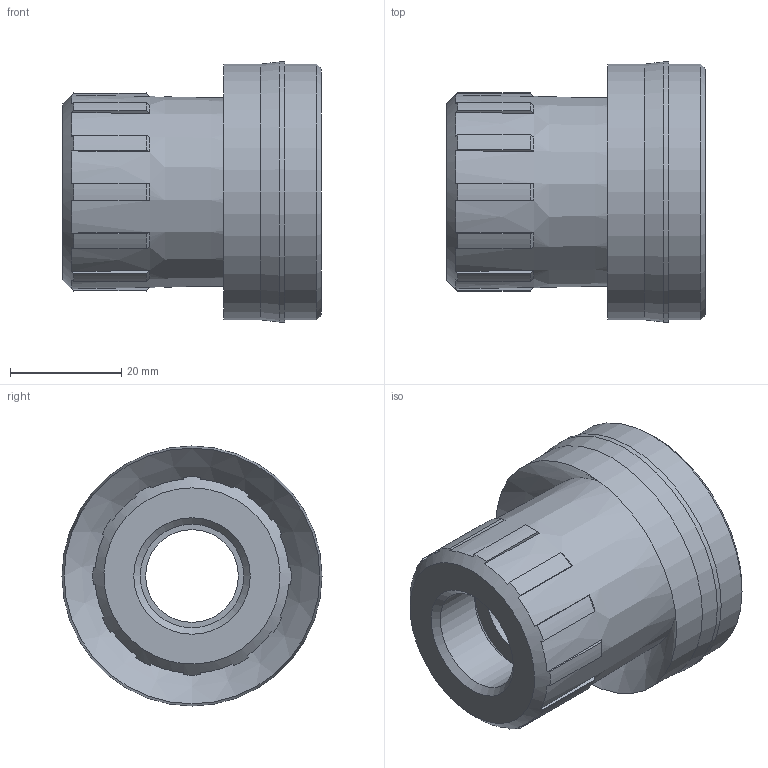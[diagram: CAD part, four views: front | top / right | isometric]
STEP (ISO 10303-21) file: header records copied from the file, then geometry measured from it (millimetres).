
FILE_DESCRIPTION( ( 'STEP AP214' ), '1' );
FILE_NAME( '22082002507(architecture400).stp', '2021-11-18T13:08:05', ( 'License CC BY-ND 4.0' ), ( 'CADENAS' ), ' ', 'PARTsolutions', ' ' );
FILE_SCHEMA( ( 'AUTOMOTIVE_DESIGN { 1 0 10303 214 1 1 1 1 }' ) );
Length unit declared in the file: millimetre
Products named in the file (1): _22082002507(architecture400)
Bounding box: 46.5 x 46.78 x 46.78 mm (x, y, z)
Volume: 38355.1 mm3; surface area: 12981.8 mm2
Topology: 1 solids, 1 shells, 68 faces, 179 edges, 117 vertices
Faces by surface type: plane 30, cylinder 19, cone 19
Full cylindrical faces by diameter (mm): 16.667 x1, 18.631 x1, 24.738 x1, 25 x1, 46 x2, 46.778 x1
Entity records: 2590 total; most frequent: DIRECTION 368, CARTESIAN_POINT 347, ORIENTED_EDGE 326, EDGE_CURVE 163, AXIS2_PLACEMENT_3D 136, VERTEX_POINT 115, LINE 96, VECTOR 96
